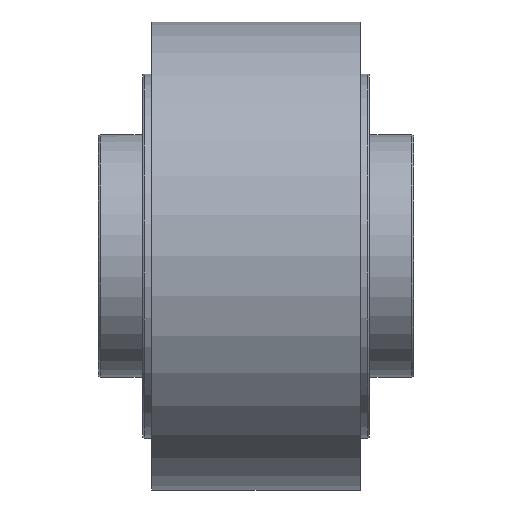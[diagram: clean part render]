
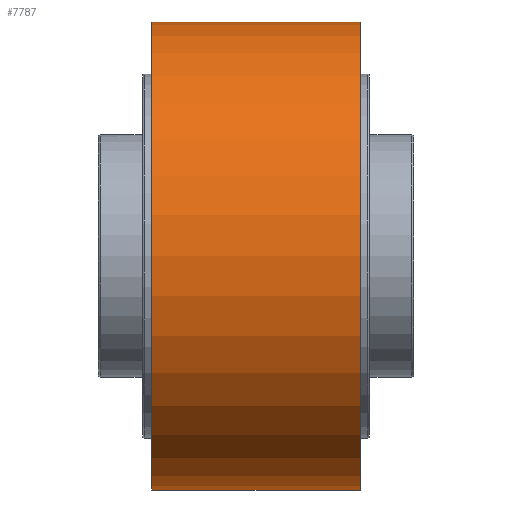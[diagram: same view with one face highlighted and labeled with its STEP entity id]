
A CAD part, top view. The second image highlights one B-rep face of the part: STEP entity #7787.
In plain terms, the highlighted cylindrical face has radius 135 mm (diameter 270 mm), a partial arc.
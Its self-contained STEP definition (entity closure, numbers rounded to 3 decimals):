
#6695=CARTESIAN_POINT('',(-60.,0.,0.));
#6696=DIRECTION('',(1.,0.,0.));
#6697=DIRECTION('',(0.,1.,0.));
#6698=AXIS2_PLACEMENT_3D('',#6695,#6696,#6697);
#6810=DIRECTION('',(-1.,0.,0.));
#6811=VECTOR('',#6810,120.);
#6812=CARTESIAN_POINT('',(60.,135.,0.));
#6813=LINE('',#6812,#6811);
#6814=DIRECTION('',(-1.,0.,0.));
#6815=VECTOR('',#6814,120.);
#6816=CARTESIAN_POINT('',(60.,-135.,0.));
#6817=LINE('',#6816,#6815);
#6823=CARTESIAN_POINT('',(60.,0.,0.));
#6824=DIRECTION('',(-1.,0.,0.));
#6825=DIRECTION('',(0.,-1.,0.));
#6826=AXIS2_PLACEMENT_3D('',#6823,#6824,#6825);
#7466=CARTESIAN_POINT('',(-60.,-135.,0.));
#7467=CARTESIAN_POINT('',(-60.,135.,0.));
#7468=VERTEX_POINT('',#7466);
#7469=VERTEX_POINT('',#7467);
#7514=CARTESIAN_POINT('',(60.,-135.,0.));
#7515=VERTEX_POINT('',#7514);
#7516=CARTESIAN_POINT('',(60.,135.,0.));
#7517=VERTEX_POINT('',#7516);
#7775=CARTESIAN_POINT('',(-60.,0.,0.));
#7776=DIRECTION('',(1.,0.,0.));
#7777=DIRECTION('',(0.,-1.,0.));
#7778=AXIS2_PLACEMENT_3D('',#7775,#7776,#7777);
#7779=CYLINDRICAL_SURFACE('',#7778,135.);
#7780=ORIENTED_EDGE('',*,*,#7689,.F.);
#7781=ORIENTED_EDGE('',*,*,#7770,.F.);
#7783=ORIENTED_EDGE('',*,*,#7782,.F.);
#7784=ORIENTED_EDGE('',*,*,#7766,.T.);
#7785=EDGE_LOOP('',(#7780,#7781,#7783,#7784));
#7786=FACE_OUTER_BOUND('',#7785,.F.);
#6699=CIRCLE('',#6698,135.);
#6827=CIRCLE('',#6826,135.);
#7689=EDGE_CURVE('',#7469,#7468,#6699,.T.);
#7766=EDGE_CURVE('',#7515,#7468,#6817,.T.);
#7770=EDGE_CURVE('',#7517,#7469,#6813,.T.);
#7782=EDGE_CURVE('',#7515,#7517,#6827,.T.);
#7787=ADVANCED_FACE('',(#7786),#7779,.T.);
